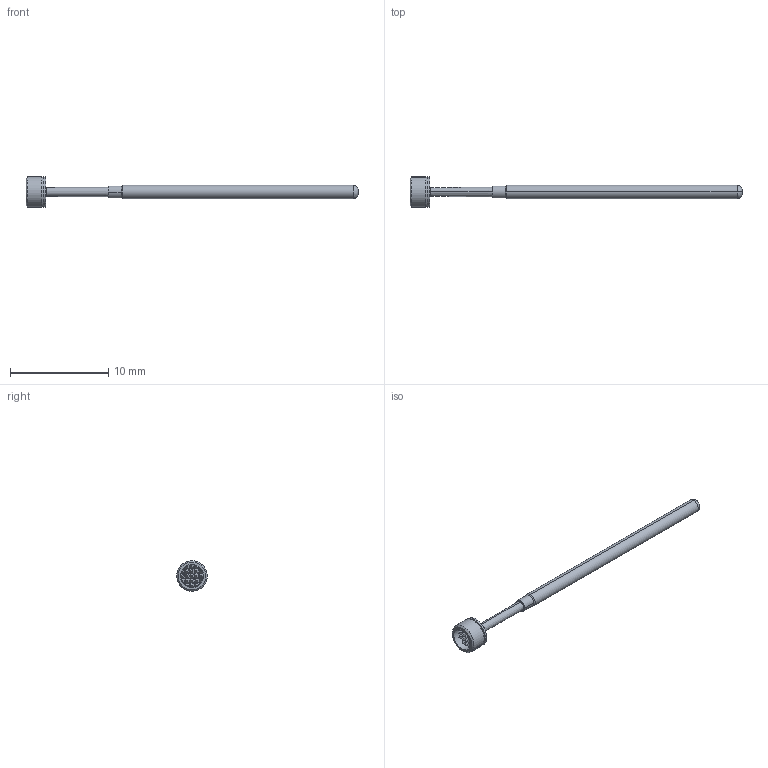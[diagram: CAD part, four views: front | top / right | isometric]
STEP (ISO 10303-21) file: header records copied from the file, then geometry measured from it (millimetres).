
FILE_DESCRIPTION (( 'STEP AP214' ), '1' );
FILE_NAME ('100-PRP2589_.STEP', '2016-05-27T14:08:44', ( 'spare' ), ( '' ), 'SwSTEP 2.0', 'SolidWorks 2016', '' );
FILE_SCHEMA (( 'AUTOMOTIVE_DESIGN' ));
Length unit declared in the file: inch
Products named in the file (1): 100-PRP2589_
Bounding box: 33.78 x 3.1 x 3.1 mm (x, y, z)
Volume: 52.6 mm3; surface area: 185.9 mm2
Topology: 1 solids, 2 shells, 247 faces, 680 edges, 441 vertices
Faces by surface type: bspline 108, cone 100, plane 19, cylinder 18, torus 2
Entity records: 13896 total; most frequent: CARTESIAN_POINT 5455, ORIENTED_EDGE 1360, DIRECTION 752, EDGE_CURVE 680, VERTEX_POINT 441, B_SPLINE_CURVE_WITH_KNOTS 417, AXIS2_PLACEMENT_3D 361, EDGE_LOOP 253
